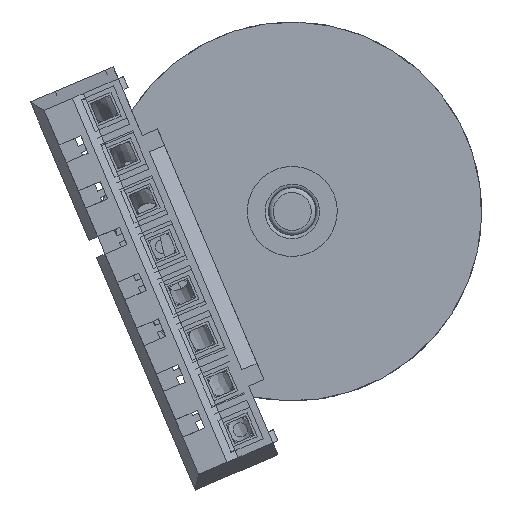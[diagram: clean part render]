
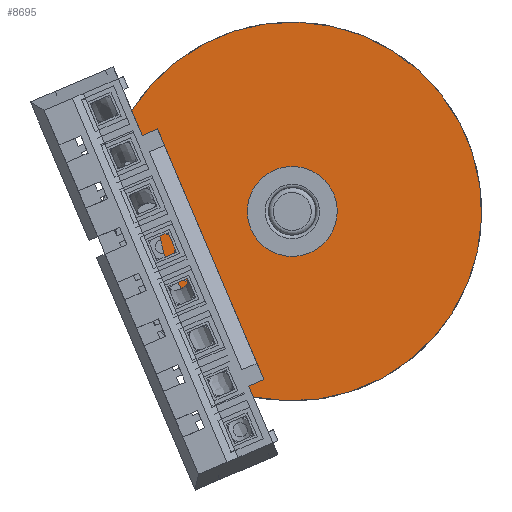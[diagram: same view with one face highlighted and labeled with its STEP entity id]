
A CAD part, front view. The second image highlights one B-rep face of the part: STEP entity #8695.
In plain terms, the highlighted planar face has unit normal (0, -1, 0).
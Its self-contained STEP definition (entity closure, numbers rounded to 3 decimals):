
#8 = CARTESIAN_POINT ( 'NONE',  ( -5.657, 0., 5.657 ) ) ;
#336 = CARTESIAN_POINT ( 'NONE',  ( -4.016, 0., 4.723 ) ) ;
#404 = AXIS2_PLACEMENT_3D ( 'NONE', #3504, #11027, #3751 ) ;
#805 = LINE ( 'NONE', #11651, #1089 ) ;
#866 = CARTESIAN_POINT ( 'NONE',  ( 3.692, 0., 4.342 ) ) ;
#1089 = VECTOR ( 'NONE', #5496, 1000. ) ;
#1279 = EDGE_CURVE ( 'NONE', #3187, #10643, #10879, .T. ) ;
#1836 = CARTESIAN_POINT ( 'NONE',  ( -3.692, 0., 4.342 ) ) ;
#2028 = CARTESIAN_POINT ( 'NONE',  ( 5.657, 0., 5.657 ) ) ;
#2436 = CARTESIAN_POINT ( 'NONE',  ( 0., 0., 0. ) ) ;
#2980 = DIRECTION ( 'NONE',  ( 0., 0., -1. ) ) ;
#3167 = EDGE_LOOP ( 'NONE', ( #5518, #4969, #10104, #10091, #8664, #5913 ) ) ;
#3187 = VERTEX_POINT ( 'NONE', #1836 ) ;
#3203 = DIRECTION ( 'NONE',  ( 0., -1., 0. ) ) ;
#3321 = EDGE_CURVE ( 'NONE', #10643, #4999, #14121, .T. ) ;
#3360 = DIRECTION ( 'NONE',  ( 0., 0., -1. ) ) ;
#3504 = CARTESIAN_POINT ( 'NONE',  ( 4.016, 0., 4.723 ) ) ;
#3751 = DIRECTION ( 'NONE',  ( 0., 0., -1. ) ) ;
#3984 = DIRECTION ( 'NONE',  ( 0., 0., 1. ) ) ;
#4062 = AXIS2_PLACEMENT_3D ( 'NONE', #336, #14890, #3984 ) ;
#4162 = DIRECTION ( 'NONE',  ( 0.707, 0., 0.707 ) ) ;
#4369 = EDGE_CURVE ( 'NONE', #4999, #6866, #6550, .T. ) ;
#4403 = DIRECTION ( 'NONE',  ( 0., 0., -1. ) ) ;
#4813 = DIRECTION ( 'NONE',  ( 0., 0., -1. ) ) ;
#4969 = ORIENTED_EDGE ( 'NONE', *, *, #3321, .F. ) ;
#4999 = VERTEX_POINT ( 'NONE', #13146 ) ;
#5496 = DIRECTION ( 'NONE',  ( 0.707, 0., -0.707 ) ) ;
#5518 = ORIENTED_EDGE ( 'NONE', *, *, #4369, .F. ) ;
#5592 = DIRECTION ( 'NONE',  ( 0., -1., 0. ) ) ;
#5624 = AXIS2_PLACEMENT_3D ( 'NONE', #2436, #8672, #2980 ) ;
#5913 = ORIENTED_EDGE ( 'NONE', *, *, #13870, .T. ) ;
#6278 = AXIS2_PLACEMENT_3D ( 'NONE', #9782, #13273, #4813 ) ;
#6550 = LINE ( 'NONE', #13796, #6695 ) ;
#6695 = VECTOR ( 'NONE', #4162, 1000. ) ;
#6866 = VERTEX_POINT ( 'NONE', #2028 ) ;
#7490 = VERTEX_POINT ( 'NONE', #10041 ) ;
#7635 = EDGE_CURVE ( 'NONE', #15289, #13701, #805, .T. ) ;
#8664 = ORIENTED_EDGE ( 'NONE', *, *, #7635, .F. ) ;
#8672 = DIRECTION ( 'NONE',  ( 0., -1., 0. ) ) ;
#8695 = ADVANCED_FACE ( 'NONE', ( #10394, #9436 ), #11749, .T. ) ;
#8759 = EDGE_CURVE ( 'NONE', #7490, #7490, #12176, .T. ) ;
#9203 = CARTESIAN_POINT ( 'NONE',  ( 1.9, 0., 0. ) ) ;
#9218 = CIRCLE ( 'NONE', #5624, 8. ) ;
#9240 = ORIENTED_EDGE ( 'NONE', *, *, #8759, .F. ) ;
#9364 = AXIS2_PLACEMENT_3D ( 'NONE', #9203, #3203, #3360 ) ;
#9436 = FACE_BOUND ( 'NONE', #14741, .T. ) ;
#9782 = CARTESIAN_POINT ( 'NONE',  ( 0., 0., 0. ) ) ;
#10041 = CARTESIAN_POINT ( 'NONE',  ( 0., 0., -1.9 ) ) ;
#10091 = ORIENTED_EDGE ( 'NONE', *, *, #11724, .F. ) ;
#10104 = ORIENTED_EDGE ( 'NONE', *, *, #1279, .F. ) ;
#10394 = FACE_OUTER_BOUND ( 'NONE', #3167, .T. ) ;
#10548 = CARTESIAN_POINT ( 'NONE',  ( 0., 0., 0. ) ) ;
#10643 = VERTEX_POINT ( 'NONE', #866 ) ;
#10879 = CIRCLE ( 'NONE', #6278, 5.7 ) ;
#11027 = DIRECTION ( 'NONE',  ( 0., -1., 0. ) ) ;
#11164 = AXIS2_PLACEMENT_3D ( 'NONE', #10548, #5592, #4403 ) ;
#11651 = CARTESIAN_POINT ( 'NONE',  ( -4.37, 0., 4.37 ) ) ;
#11709 = CIRCLE ( 'NONE', #4062, 0.5 ) ;
#11724 = EDGE_CURVE ( 'NONE', #13701, #3187, #11709, .T. ) ;
#11749 = PLANE ( 'NONE',  #9364 ) ;
#12176 = CIRCLE ( 'NONE', #11164, 1.9 ) ;
#12896 = CARTESIAN_POINT ( 'NONE',  ( -4.37, 0., 4.37 ) ) ;
#13146 = CARTESIAN_POINT ( 'NONE',  ( 4.37, 0., 4.37 ) ) ;
#13273 = DIRECTION ( 'NONE',  ( 0., 1., 0. ) ) ;
#13701 = VERTEX_POINT ( 'NONE', #12896 ) ;
#13796 = CARTESIAN_POINT ( 'NONE',  ( 4.37, 0., 4.37 ) ) ;
#13870 = EDGE_CURVE ( 'NONE', #15289, #6866, #9218, .T. ) ;
#14121 = CIRCLE ( 'NONE', #404, 0.5 ) ;
#14741 = EDGE_LOOP ( 'NONE', ( #9240 ) ) ;
#14890 = DIRECTION ( 'NONE',  ( 0., -1., 0. ) ) ;
#15289 = VERTEX_POINT ( 'NONE', #8 ) ;
